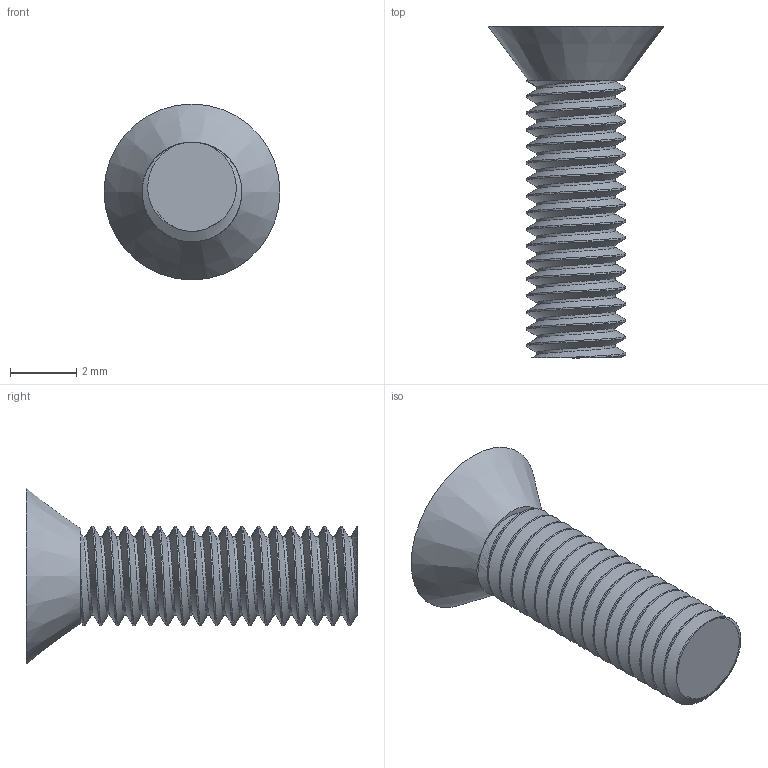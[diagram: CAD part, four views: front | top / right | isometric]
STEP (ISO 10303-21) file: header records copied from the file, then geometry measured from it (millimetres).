
FILE_DESCRIPTION(/* description */ (''),/* implementation_level */ '2;1');
FILE_NAME(/* name */ 'Tornillo Plana M3x12.stp',/* time_stamp */ '2020-09-25T20:13:18-05:00',/* author */ (''),/* organization */ (''),/* preprocessor_version */ 'ST-DEVELOPER v16',/* originating_system */ 'SIEMENS PLM Software NX 10.0',/* authorisation */ '');
FILE_SCHEMA (('CONFIG_CONTROL_DESIGN'));
Length unit declared in the file: millimetre
Products named in the file (1): Tornillo Plana M3x12
Bounding box: 5.3 x 10 x 5.3 mm (x, y, z)
Volume: 68.1 mm3; surface area: 185 mm2
Topology: 2 solids, 2 shells, 9 faces, 15 edges, 10 vertices
Faces by surface type: plane 4, cylinder 2, bspline 2, cone 1
Entity records: 4683 total; most frequent: CARTESIAN_POINT 4447, ORIENTED_EDGE 28, DIRECTION 28, EDGE_CURVE 14, AXIS2_PLACEMENT_3D 14, EDGE_LOOP 10, VERTEX_POINT 10, ADVANCED_FACE 9
